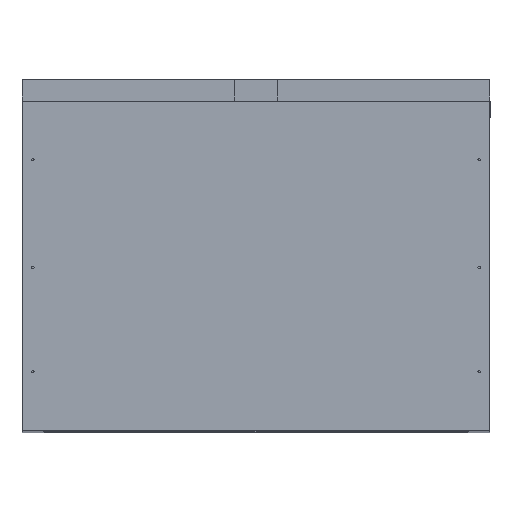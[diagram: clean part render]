
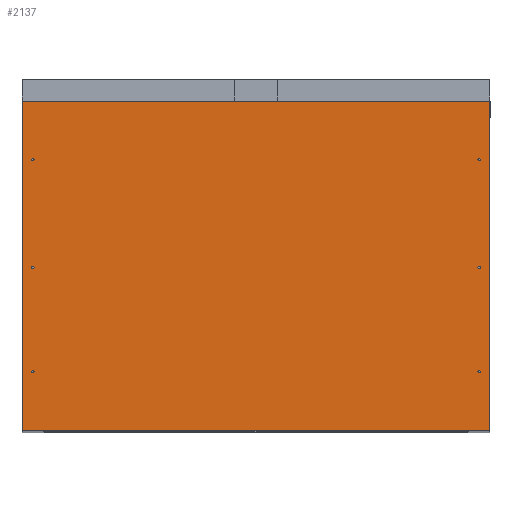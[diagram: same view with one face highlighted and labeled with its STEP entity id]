
A CAD part, top view. The second image highlights one B-rep face of the part: STEP entity #2137.
In plain terms, the highlighted face is planar.
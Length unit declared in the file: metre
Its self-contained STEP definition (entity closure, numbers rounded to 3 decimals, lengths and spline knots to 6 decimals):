
#159=LINE('',#4120,#249);
#161=LINE('',#4136,#251);
#162=LINE('',#4138,#252);
#163=LINE('',#4140,#253);
#249=VECTOR('',#3490,1.);
#251=VECTOR('',#3506,1.);
#252=VECTOR('',#3507,1.);
#253=VECTOR('',#3508,1.);
#404=ORIENTED_EDGE('',*,*,#813,.F.);
#405=ORIENTED_EDGE('',*,*,#814,.F.);
#406=ORIENTED_EDGE('',*,*,#815,.F.);
#407=ORIENTED_EDGE('',*,*,#816,.F.);
#408=ORIENTED_EDGE('',*,*,#817,.F.);
#409=ORIENTED_EDGE('',*,*,#818,.F.);
#410=ORIENTED_EDGE('',*,*,#819,.T.);
#411=ORIENTED_EDGE('',*,*,#820,.F.);
#412=ORIENTED_EDGE('',*,*,#821,.F.);
#413=ORIENTED_EDGE('',*,*,#811,.T.);
#811=EDGE_CURVE('',#1029,#1028,#159,.T.);
#813=EDGE_CURVE('',#1030,#1030,#1208,.T.);
#814=EDGE_CURVE('',#1031,#1031,#1209,.T.);
#815=EDGE_CURVE('',#1032,#1032,#1210,.T.);
#816=EDGE_CURVE('',#1033,#1033,#1211,.T.);
#817=EDGE_CURVE('',#1034,#1034,#1212,.T.);
#818=EDGE_CURVE('',#1035,#1035,#1213,.T.);
#819=EDGE_CURVE('',#1028,#1036,#161,.T.);
#820=EDGE_CURVE('',#1037,#1036,#162,.T.);
#821=EDGE_CURVE('',#1029,#1037,#163,.T.);
#1028=VERTEX_POINT('',#4119);
#1029=VERTEX_POINT('',#4121);
#1030=VERTEX_POINT('',#4125);
#1031=VERTEX_POINT('',#4127);
#1032=VERTEX_POINT('',#4129);
#1033=VERTEX_POINT('',#4131);
#1034=VERTEX_POINT('',#4133);
#1035=VERTEX_POINT('',#4135);
#1036=VERTEX_POINT('',#4137);
#1037=VERTEX_POINT('',#4139);
#1208=CIRCLE('',#3151,0.001);
#1209=CIRCLE('',#3152,0.001);
#1210=CIRCLE('',#3153,0.001);
#1211=CIRCLE('',#3154,0.001);
#1212=CIRCLE('',#3155,0.001);
#1213=CIRCLE('',#3156,0.001);
#1370=EDGE_LOOP('',(#404));
#1371=EDGE_LOOP('',(#405));
#1372=EDGE_LOOP('',(#406));
#1373=EDGE_LOOP('',(#407));
#1374=EDGE_LOOP('',(#408));
#1375=EDGE_LOOP('',(#409));
#1376=EDGE_LOOP('',(#410,#411,#412,#413));
#1678=FACE_BOUND('',#1370,.T.);
#1679=FACE_BOUND('',#1371,.T.);
#1680=FACE_BOUND('',#1372,.T.);
#1681=FACE_BOUND('',#1373,.T.);
#1682=FACE_BOUND('',#1374,.T.);
#1683=FACE_BOUND('',#1375,.T.);
#1684=FACE_BOUND('',#1376,.T.);
#1936=PLANE('',#3150);
#2137=ADVANCED_FACE('',(#1678,#1679,#1680,#1681,#1682,#1683,#1684),#1936,
 .F.);
#3150=AXIS2_PLACEMENT_3D('',#4123,#3492,#3493);
#3151=AXIS2_PLACEMENT_3D('',#4124,#3494,#3495);
#3152=AXIS2_PLACEMENT_3D('',#4126,#3496,#3497);
#3153=AXIS2_PLACEMENT_3D('',#4128,#3498,#3499);
#3154=AXIS2_PLACEMENT_3D('',#4130,#3500,#3501);
#3155=AXIS2_PLACEMENT_3D('',#4132,#3502,#3503);
#3156=AXIS2_PLACEMENT_3D('',#4134,#3504,#3505);
#3490=DIRECTION('',(0.,0.,-1.));
#3492=DIRECTION('',(0.,1.,0.));
#3493=DIRECTION('',(-1.,0.,0.));
#3494=DIRECTION('',(0.,-1.,0.));
#3495=DIRECTION('',(1.,0.,0.));
#3496=DIRECTION('',(0.,-1.,0.));
#3497=DIRECTION('',(1.,0.,0.));
#3498=DIRECTION('',(0.,-1.,0.));
#3499=DIRECTION('',(1.,0.,0.));
#3500=DIRECTION('',(0.,-1.,0.));
#3501=DIRECTION('',(1.,0.,0.));
#3502=DIRECTION('',(0.,-1.,0.));
#3503=DIRECTION('',(1.,0.,0.));
#3504=DIRECTION('',(0.,-1.,0.));
#3505=DIRECTION('',(1.,0.,0.));
#3506=DIRECTION('',(1.,0.,0.));
#3507=DIRECTION('',(0.,0.,-1.));
#3508=DIRECTION('',(1.,0.,0.));
#4119=CARTESIAN_POINT('',(-0.141367,-0.009525,0.));
#4120=CARTESIAN_POINT('',(-0.141367,-0.009525,0.4064));
#4121=CARTESIAN_POINT('',(-0.141367,-0.009525,0.4064));
#4123=CARTESIAN_POINT('',(0.001508,-0.009525,0.4064));
#4124=CARTESIAN_POINT('',(0.,-0.009525,0.009525));
#4125=CARTESIAN_POINT('',(0.001,-0.009525,0.009525));
#4126=CARTESIAN_POINT('',(0.093583,-0.009525,0.009525));
#4127=CARTESIAN_POINT('',(0.094583,-0.009525,0.009525));
#4128=CARTESIAN_POINT('',(-0.090567,-0.009525,0.396875));
#4129=CARTESIAN_POINT('',(-0.089567,-0.009525,0.396875));
#4130=CARTESIAN_POINT('',(0.,-0.009525,0.396875));
#4131=CARTESIAN_POINT('',(0.001,-0.009525,0.396875));
#4132=CARTESIAN_POINT('',(0.093583,-0.009525,0.396875));
#4133=CARTESIAN_POINT('',(0.094583,-0.009525,0.396875));
#4134=CARTESIAN_POINT('',(-0.090567,-0.009525,0.009525));
#4135=CARTESIAN_POINT('',(-0.089567,-0.009525,0.009525));
#4136=CARTESIAN_POINT('',(0.001508,-0.009525,0.));
#4137=CARTESIAN_POINT('',(0.144383,-0.009525,0.));
#4138=CARTESIAN_POINT('',(0.144383,-0.009525,0.4064));
#4139=CARTESIAN_POINT('',(0.144383,-0.009525,0.4064));
#4140=CARTESIAN_POINT('',(0.001508,-0.009525,0.4064));
